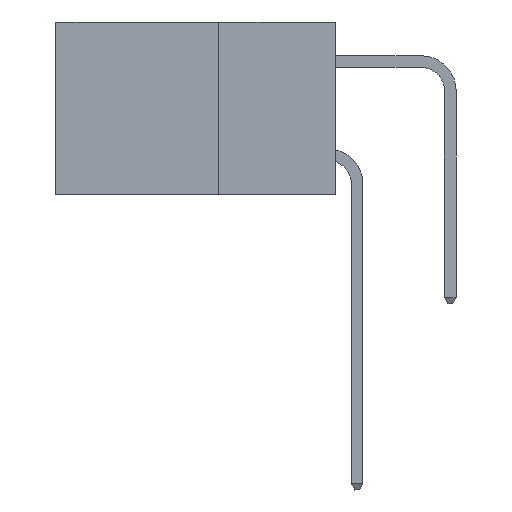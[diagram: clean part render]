
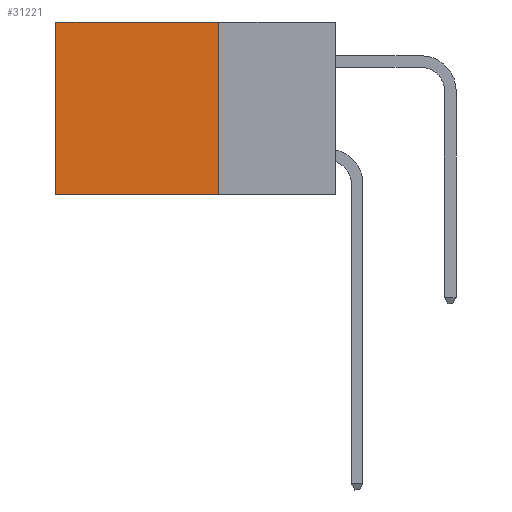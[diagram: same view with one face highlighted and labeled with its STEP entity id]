
A CAD part, left-side view. The second image highlights one B-rep face of the part: STEP entity #31221.
In plain terms, the highlighted planar face has unit normal (-1, 0, 0).
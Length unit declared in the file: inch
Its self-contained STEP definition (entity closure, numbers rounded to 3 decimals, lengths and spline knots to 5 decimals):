
#247 = CARTESIAN_POINT ( 'NONE',  ( 0.2875, 0.25, 0. ) ) ;
#406 = DIRECTION ( 'NONE',  ( 0., 0., -1. ) ) ;
#1793 = FACE_OUTER_BOUND ( 'NONE', #22990, .T. ) ;
#4442 = LINE ( 'NONE', #25263, #33319 ) ;
#5563 = CARTESIAN_POINT ( 'NONE',  ( 0.2875, 0.6, -0.37 ) ) ;
#7656 = DIRECTION ( 'NONE',  ( 0., 1., 0. ) ) ;
#9146 = CARTESIAN_POINT ( 'NONE',  ( 0.2875, 0.25, -0.37 ) ) ;
#9475 = VERTEX_POINT ( 'NONE', #20491 ) ;
#10098 = LINE ( 'NONE', #9146, #14457 ) ;
#12481 = DIRECTION ( 'NONE',  ( 0., 0., -1. ) ) ;
#14457 = VECTOR ( 'NONE', #30281, 39.37008 ) ;
#19174 = EDGE_CURVE ( 'NONE', #28458, #40142, #41504, .T. ) ;
#20491 = CARTESIAN_POINT ( 'NONE',  ( 0.2875, 0.25, -0.37 ) ) ;
#21497 = VERTEX_POINT ( 'NONE', #5563 ) ;
#21693 = ORIENTED_EDGE ( 'NONE', *, *, #19174, .T. ) ;
#22396 = ORIENTED_EDGE ( 'NONE', *, *, #28071, .F. ) ;
#22990 = EDGE_LOOP ( 'NONE', ( #37730, #44208, #22396, #21693 ) ) ;
#23278 = CARTESIAN_POINT ( 'NONE',  ( 0.2875, 0.25, 0. ) ) ;
#24062 = LINE ( 'NONE', #23278, #43643 ) ;
#25263 = CARTESIAN_POINT ( 'NONE',  ( 0.2875, 0.6, 0. ) ) ;
#26841 = VECTOR ( 'NONE', #7656, 39.37008 ) ;
#28071 = EDGE_CURVE ( 'NONE', #28458, #9475, #24062, .T. ) ;
#28458 = VERTEX_POINT ( 'NONE', #247 ) ;
#28515 = CARTESIAN_POINT ( 'NONE',  ( 0.2875, 0.25, 0. ) ) ;
#28929 = CARTESIAN_POINT ( 'NONE',  ( 0.2875, 0.25, 0. ) ) ;
#30281 = DIRECTION ( 'NONE',  ( 0., 1., 0. ) ) ;
#31221 = ADVANCED_FACE ( 'NONE', ( #1793 ), #35740, .F. ) ;
#32537 = AXIS2_PLACEMENT_3D ( 'NONE', #28929, #34331, #406 ) ;
#33319 = VECTOR ( 'NONE', #36006, 39.37008 ) ;
#34331 = DIRECTION ( 'NONE',  ( 1., 0., 0. ) ) ;
#35740 = PLANE ( 'NONE',  #32537 ) ;
#36006 = DIRECTION ( 'NONE',  ( 0., 0., -1. ) ) ;
#37730 = ORIENTED_EDGE ( 'NONE', *, *, #44696, .T. ) ;
#40142 = VERTEX_POINT ( 'NONE', #41097 ) ;
#41097 = CARTESIAN_POINT ( 'NONE',  ( 0.2875, 0.6, 0. ) ) ;
#41504 = LINE ( 'NONE', #28515, #26841 ) ;
#42823 = EDGE_CURVE ( 'NONE', #9475, #21497, #10098, .T. ) ;
#43643 = VECTOR ( 'NONE', #12481, 39.37008 ) ;
#44208 = ORIENTED_EDGE ( 'NONE', *, *, #42823, .F. ) ;
#44696 = EDGE_CURVE ( 'NONE', #40142, #21497, #4442, .T. ) ;
